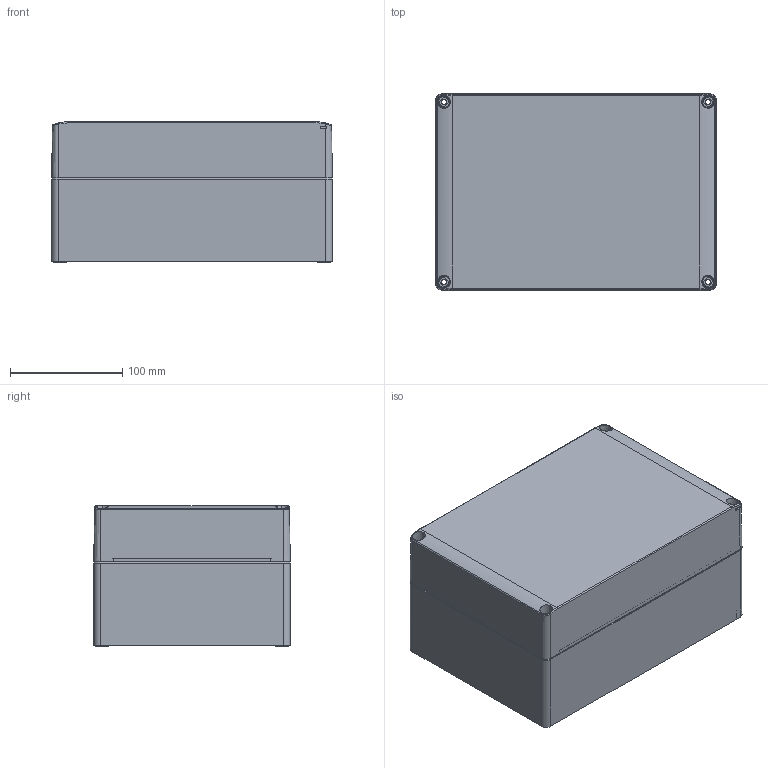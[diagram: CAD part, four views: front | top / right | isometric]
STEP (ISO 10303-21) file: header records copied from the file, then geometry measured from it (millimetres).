
FILE_DESCRIPTION((''),'2;1');
FILE_NAME('SPCP182513HT_ASM','2020-01-28T07:52:16',('antti_kumpulainen'),(''),'CREO PARAMETRIC BY PTC INC, 2019224','CREO PARAMETRIC BY PTC INC, 2019224','');
FILE_SCHEMA(('AUTOMOTIVE_DESIGN { 1 0 10303 214 1 1 1 1 }'));
Products named in the file (3): SPCP182508B; SPCT182505L; SPCP182513HT_ASM
Assembly tree (2 placements, depth 2):
  SPCP182513HT_ASM
    SPCP182508B
    SPCT182505L
Bounding box: 250 x 175 x 125 mm (x, y, z)
Volume: 682207.1 mm3; surface area: 405187.5 mm2
Topology: 2 solids, 2 shells, 1461 faces, 3562 edges, 2199 vertices
Faces by surface type: plane 544, cylinder 348, cone 217, torus 208, bspline 120, sphere 24
Entity records: 66425 total; most frequent: CARTESIAN_POINT 21348, DIRECTION 7125, ORIENTED_EDGE 7032, EDGE_CURVE 3516, PRESENTATION_STYLE_ASSIGNMENT 3020, STYLED_ITEM 3020, CURVE_STYLE 3019, AXIS2_PLACEMENT_3D 2624
